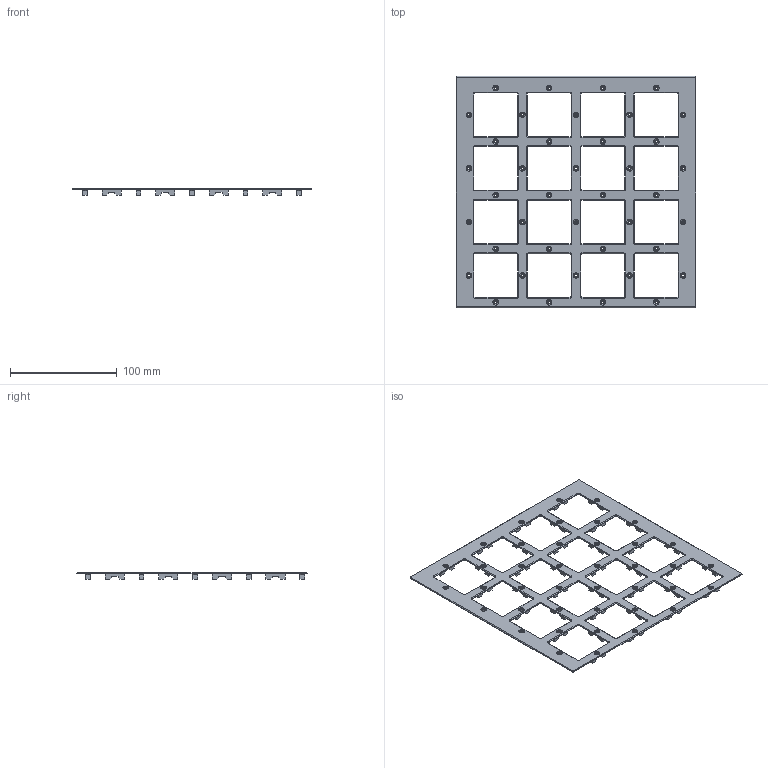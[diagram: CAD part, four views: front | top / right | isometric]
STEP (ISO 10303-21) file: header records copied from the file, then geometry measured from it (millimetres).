
FILE_DESCRIPTION(/* description */ ('STEP AP242','CAx-IF Rec.Pracs.---Representation and Presentation of Product Manufacturing Information (PMI)---4.0---2014-10-13','CAx-IF Rec.Pracs.---3D Tessellated Geometry---0.4---2014-09-14','2;1'),/* implementation_level */ '2;1');
FILE_NAME(/* name */ '674fb947a6792c1a584a9ec0',/* time_stamp */ '2024-12-04T02:07:04Z',/* author */ (''),/* organization */ (''),/* preprocessor_version */ 'ST-DEVELOPER v20',/* originating_system */ 'ONSHAPE BY PTC INC, 1.190',/* authorisation */ ' ');
FILE_SCHEMA (('AP242_MANAGED_MODEL_BASED_3D_ENGINEERING_MIM_LF { 1 0 10303 442 1 1 4 }'));
Length unit declared in the file: metre
Products named in the file (1): Panel
Bounding box: 224 x 216 x 6.2 mm (x, y, z)
Volume: 32776.6 mm3; surface area: 54134.2 mm2
Topology: 1 solids, 1 shells, 954 faces, 2520 edges, 1648 vertices
Faces by surface type: plane 698, cylinder 148, cone 108
Full cylindrical faces by diameter (mm): 2.2 x40, 4 x40
Entity records: 28066 total; most frequent: CARTESIAN_POINT 4843, ORIENTED_EDGE 4640, DIRECTION 4634, EDGE_CURVE 2320, LINE 1916, VECTOR 1916, VERTEX_POINT 1568, AXIS2_PLACEMENT_3D 1359
